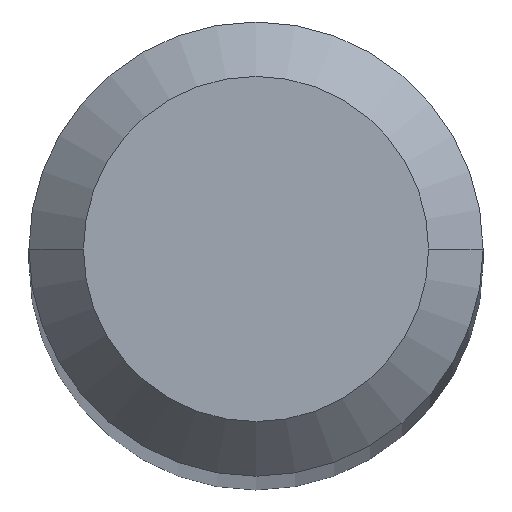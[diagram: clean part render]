
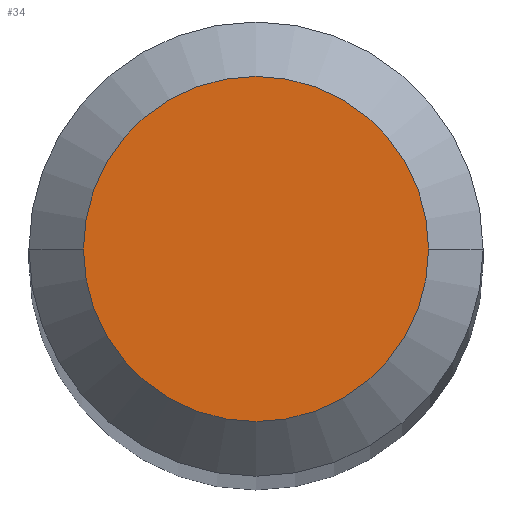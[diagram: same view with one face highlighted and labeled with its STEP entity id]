
A CAD part, top view. The second image highlights one B-rep face of the part: STEP entity #34.
In plain terms, the highlighted planar face has unit normal (0, 0, 1).
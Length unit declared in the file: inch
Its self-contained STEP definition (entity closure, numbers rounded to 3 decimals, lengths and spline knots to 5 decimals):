
#22 = DIRECTION ( 'NONE',  ( 0., 0., -1. ) ) ;
#34 = ADVANCED_FACE ( 'NONE', ( #75 ), #416, .F. ) ;
#50 = AXIS2_PLACEMENT_3D ( 'NONE', #90, #221, #260 ) ;
#73 = ORIENTED_EDGE ( 'NONE', *, *, #102, .T. ) ;
#75 = FACE_OUTER_BOUND ( 'NONE', #227, .T. ) ;
#90 = CARTESIAN_POINT ( 'NONE',  ( 0., 0., 0. ) ) ;
#99 = CARTESIAN_POINT ( 'NONE',  ( -0.0475, 0., 0. ) ) ;
#102 = EDGE_CURVE ( 'NONE', #166, #112, #451, .T. ) ;
#112 = VERTEX_POINT ( 'NONE', #99 ) ;
#164 = DIRECTION ( 'NONE',  ( 1., 0., 0. ) ) ;
#166 = VERTEX_POINT ( 'NONE', #497 ) ;
#214 = CARTESIAN_POINT ( 'NONE',  ( 0., 0.0475, 0. ) ) ;
#221 = DIRECTION ( 'NONE',  ( 0., 0., 1. ) ) ;
#227 = EDGE_LOOP ( 'NONE', ( #476, #73 ) ) ;
#260 = DIRECTION ( 'NONE',  ( 1., 0., 0. ) ) ;
#264 = EDGE_CURVE ( 'NONE', #112, #166, #268, .T. ) ;
#268 = CIRCLE ( 'NONE', #50, 0.0475 ) ;
#274 = CARTESIAN_POINT ( 'NONE',  ( 0., 0., 0. ) ) ;
#278 = AXIS2_PLACEMENT_3D ( 'NONE', #274, #430, #164 ) ;
#320 = AXIS2_PLACEMENT_3D ( 'NONE', #214, #22, #327 ) ;
#327 = DIRECTION ( 'NONE',  ( -1., 0., 0. ) ) ;
#416 = PLANE ( 'NONE',  #320 ) ;
#430 = DIRECTION ( 'NONE',  ( 0., 0., 1. ) ) ;
#451 = CIRCLE ( 'NONE', #278, 0.0475 ) ;
#476 = ORIENTED_EDGE ( 'NONE', *, *, #264, .T. ) ;
#497 = CARTESIAN_POINT ( 'NONE',  ( 0.0475, 0., 0. ) ) ;
